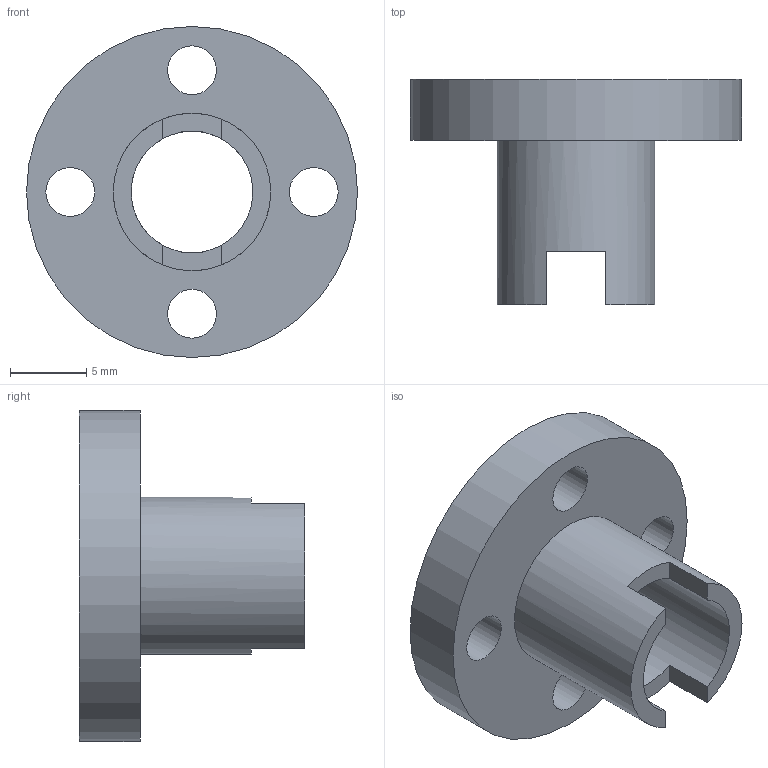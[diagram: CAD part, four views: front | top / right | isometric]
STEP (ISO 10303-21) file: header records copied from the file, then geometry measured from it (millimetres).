
FILE_DESCRIPTION(/* description */ (''),/* implementation_level */ '2;1');
FILE_NAME(/* name */ 'nakretka tr08.stp',/* time_stamp */ '2017-03-01T09:56:13+01:00',/* author */ ('Bartchez'),/* organization */ (''),/* preprocessor_version */ 'ST-DEVELOPER v16.5',/* originating_system */ 'Autodesk Inventor 2017',/* authorisation */ '');
FILE_SCHEMA (('AUTOMOTIVE_DESIGN { 1 0 10303 214 3 1 1 }'));
Length unit declared in the file: millimetre
Products named in the file (1): nakretka tr08
Bounding box: 21.75 x 14.8 x 21.75 mm (x, y, z)
Volume: 1487.4 mm3; surface area: 1696.8 mm2
Topology: 1 solids, 1 shells, 17 faces, 49 edges, 34 vertices
Faces by surface type: plane 10, cylinder 7
Full cylindrical faces by diameter (mm): 3.2 x4, 8 x1, 10.34 x1, 21.75 x1
Entity records: 536 total; most frequent: DIRECTION 92, CARTESIAN_POINT 82, ORIENTED_EDGE 72, AXIS2_PLACEMENT_3D 38, EDGE_CURVE 36, EDGE_LOOP 34, VERTEX_POINT 28, CIRCLE 20
